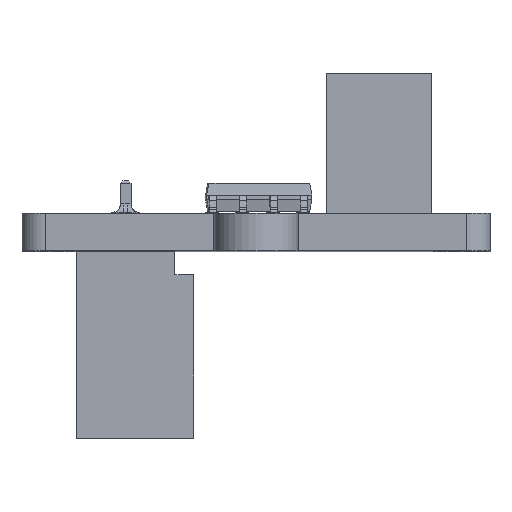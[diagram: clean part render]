
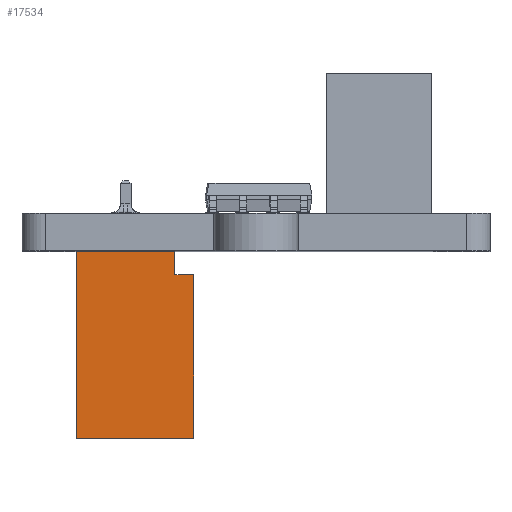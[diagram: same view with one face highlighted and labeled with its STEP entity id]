
A CAD part, top view. The second image highlights one B-rep face of the part: STEP entity #17534.
In plain terms, the highlighted face is planar.
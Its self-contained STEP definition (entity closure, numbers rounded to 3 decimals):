
#104 = DIRECTION ( 'NONE',  ( 0., 0., -1. ) ) ;
#648 = VECTOR ( 'NONE', #15008, 1000. ) ;
#721 = ORIENTED_EDGE ( 'NONE', *, *, #15774, .F. ) ;
#979 = VECTOR ( 'NONE', #2287, 1000. ) ;
#1130 = VERTEX_POINT ( 'NONE', #16028 ) ;
#1594 = CARTESIAN_POINT ( 'NONE',  ( 5., 8., -5. ) ) ;
#2287 = DIRECTION ( 'NONE',  ( 0., 0., -1. ) ) ;
#2466 = EDGE_CURVE ( 'NONE', #6185, #8510, #4441, .T. ) ;
#3271 = DIRECTION ( 'NONE',  ( 0., 0., 1. ) ) ;
#3812 = FACE_OUTER_BOUND ( 'NONE', #10912, .T. ) ;
#3879 = AXIS2_PLACEMENT_3D ( 'NONE', #3907, #14056, #12763 ) ;
#3880 = DIRECTION ( 'NONE',  ( 0., -1., 0. ) ) ;
#3907 = CARTESIAN_POINT ( 'NONE',  ( 5., 8., 0. ) ) ;
#4441 = LINE ( 'NONE', #13585, #9139 ) ;
#5411 = PLANE ( 'NONE',  #3879 ) ;
#5464 = CARTESIAN_POINT ( 'NONE',  ( 5., 8., 0. ) ) ;
#5912 = EDGE_CURVE ( 'NONE', #6185, #16902, #5998, .T. ) ;
#5998 = LINE ( 'NONE', #8917, #648 ) ;
#6185 = VERTEX_POINT ( 'NONE', #6859 ) ;
#6859 = CARTESIAN_POINT ( 'NONE',  ( 5., 0., -0.8 ) ) ;
#6945 = CARTESIAN_POINT ( 'NONE',  ( 5., 8., 0. ) ) ;
#7193 = VECTOR ( 'NONE', #3271, 1000. ) ;
#7294 = CARTESIAN_POINT ( 'NONE',  ( 5., 8., -5. ) ) ;
#7868 = CARTESIAN_POINT ( 'NONE',  ( 5., 0., -5. ) ) ;
#8510 = VERTEX_POINT ( 'NONE', #7868 ) ;
#8917 = CARTESIAN_POINT ( 'NONE',  ( 5., 0., -0.8 ) ) ;
#9072 = LINE ( 'NONE', #1594, #15599 ) ;
#9139 = VECTOR ( 'NONE', #104, 1000. ) ;
#9935 = LINE ( 'NONE', #5464, #979 ) ;
#10536 = CARTESIAN_POINT ( 'NONE',  ( 5., 1., 0. ) ) ;
#10912 = EDGE_LOOP ( 'NONE', ( #17721, #721, #17120, #11461, #11403, #12923 ) ) ;
#11403 = ORIENTED_EDGE ( 'NONE', *, *, #14413, .F. ) ;
#11461 = ORIENTED_EDGE ( 'NONE', *, *, #2466, .T. ) ;
#11575 = CARTESIAN_POINT ( 'NONE',  ( 5., 8., 0. ) ) ;
#12689 = EDGE_CURVE ( 'NONE', #16176, #1130, #17328, .T. ) ;
#12763 = DIRECTION ( 'NONE',  ( 0., 0., 1. ) ) ;
#12923 = ORIENTED_EDGE ( 'NONE', *, *, #16631, .F. ) ;
#13585 = CARTESIAN_POINT ( 'NONE',  ( 5., 0., 0. ) ) ;
#13811 = LINE ( 'NONE', #10536, #7193 ) ;
#14056 = DIRECTION ( 'NONE',  ( -1., 0., 0. ) ) ;
#14413 = EDGE_CURVE ( 'NONE', #16941, #8510, #9072, .T. ) ;
#14977 = DIRECTION ( 'NONE',  ( 0., -1., 0. ) ) ;
#15008 = DIRECTION ( 'NONE',  ( 0., 1., 0. ) ) ;
#15599 = VECTOR ( 'NONE', #14977, 1000. ) ;
#15774 = EDGE_CURVE ( 'NONE', #16902, #1130, #13811, .T. ) ;
#16028 = CARTESIAN_POINT ( 'NONE',  ( 5., 1., 0. ) ) ;
#16176 = VERTEX_POINT ( 'NONE', #11575 ) ;
#16631 = EDGE_CURVE ( 'NONE', #16176, #16941, #9935, .T. ) ;
#16902 = VERTEX_POINT ( 'NONE', #18651 ) ;
#16941 = VERTEX_POINT ( 'NONE', #7294 ) ;
#17120 = ORIENTED_EDGE ( 'NONE', *, *, #5912, .F. ) ;
#17328 = LINE ( 'NONE', #6945, #18220 ) ;
#17534 = ADVANCED_FACE ( 'NONE', ( #3812 ), #5411, .F. ) ;
#17721 = ORIENTED_EDGE ( 'NONE', *, *, #12689, .T. ) ;
#18220 = VECTOR ( 'NONE', #3880, 1000. ) ;
#18651 = CARTESIAN_POINT ( 'NONE',  ( 5., 1., -0.8 ) ) ;
